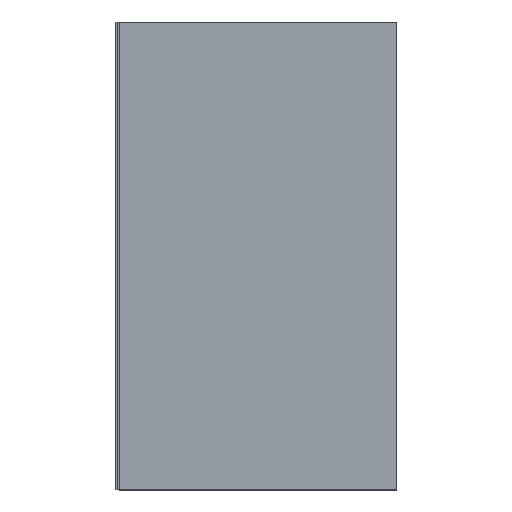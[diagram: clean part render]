
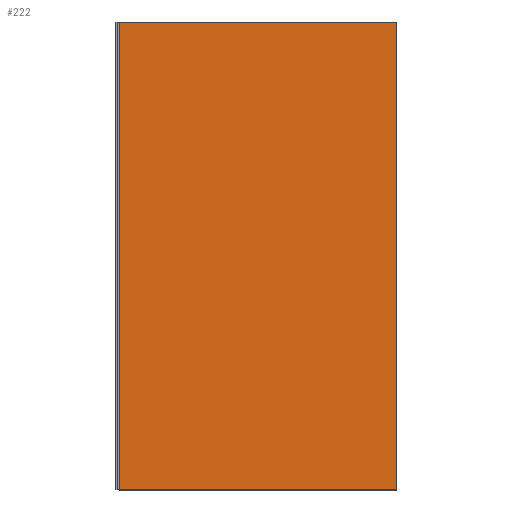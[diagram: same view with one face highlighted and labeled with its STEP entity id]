
A CAD part, top view. The second image highlights one B-rep face of the part: STEP entity #222.
In plain terms, the highlighted planar face has unit normal (0, 0, 1).
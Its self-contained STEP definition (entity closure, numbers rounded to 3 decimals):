
#26=PLANE('',#263);
#40=FACE_OUTER_BOUND('',#54,.T.);
#54=EDGE_LOOP('',(#203,#204,#205,#206));
#74=LINE('',#367,#98);
#77=LINE('',#373,#101);
#80=LINE('',#380,#104);
#82=LINE('',#383,#106);
#98=VECTOR('',#307,10.);
#101=VECTOR('',#312,10.);
#104=VECTOR('',#319,10.);
#106=VECTOR('',#323,10.);
#116=VERTEX_POINT('',#352);
#117=VERTEX_POINT('',#356);
#120=VERTEX_POINT('',#371);
#122=VERTEX_POINT('',#379);
#142=EDGE_CURVE('',#116,#117,#74,.T.);
#145=EDGE_CURVE('',#120,#117,#77,.T.);
#148=EDGE_CURVE('',#122,#120,#80,.T.);
#150=EDGE_CURVE('',#116,#122,#82,.T.);
#203=ORIENTED_EDGE('',*,*,#142,.T.);
#204=ORIENTED_EDGE('',*,*,#145,.F.);
#205=ORIENTED_EDGE('',*,*,#148,.F.);
#206=ORIENTED_EDGE('',*,*,#150,.F.);
#222=ADVANCED_FACE('',(#40),#26,.T.);
#263=AXIS2_PLACEMENT_3D('',#384,#324,#325);
#307=DIRECTION('',(0.,-1.,0.));
#312=DIRECTION('',(-1.,0.,0.));
#319=DIRECTION('',(0.,-1.,0.));
#323=DIRECTION('',(1.,0.,0.));
#324=DIRECTION('center_axis',(0.,0.,1.));
#325=DIRECTION('ref_axis',(1.,0.,0.));
#352=CARTESIAN_POINT('',(-146.,250.,2.));
#356=CARTESIAN_POINT('',(-146.,-250.,2.));
#367=CARTESIAN_POINT('',(-146.,-125.,2.));
#371=CARTESIAN_POINT('',(150.,-250.,2.));
#373=CARTESIAN_POINT('',(150.,-250.,2.));
#379=CARTESIAN_POINT('',(150.,250.,2.));
#380=CARTESIAN_POINT('',(150.,250.,2.));
#383=CARTESIAN_POINT('',(-150.,250.,2.));
#384=CARTESIAN_POINT('Origin',(0.,0.,2.));
